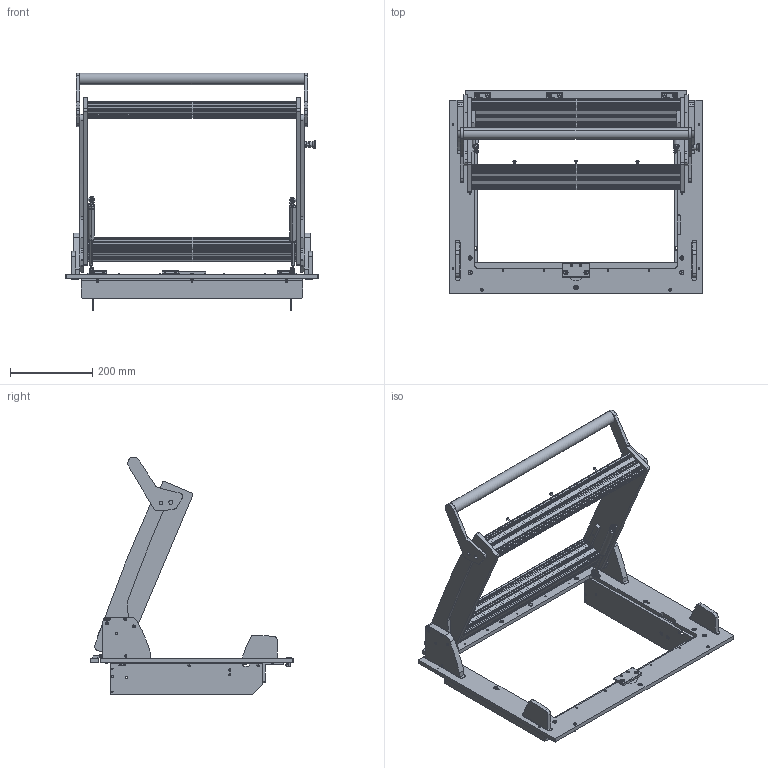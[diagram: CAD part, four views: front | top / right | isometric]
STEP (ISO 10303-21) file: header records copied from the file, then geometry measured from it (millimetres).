
FILE_DESCRIPTION (( 'STEP AP214' ), '1' );
FILE_NAME ('INGUN_48370_open.STEP', '2023-04-11T12:24:49', ( '' ), ( '' ), 'SwSTEP 2.0', 'SolidWorks 2021', '' );
FILE_SCHEMA (( 'AUTOMOTIVE_DESIGN' ));
Length unit declared in the file: millimetre
Products named in the file (55): 49317~0; 111995~1_S; 48376~0_S; 2281~0_180ø<Standard>; 109952~0_KUNDE<S>; 34328~1_S; 112086~2_S; DIN934~n_M05,0; 3381~0; 109953~0_KUNDE<S>; 32341~6_S; 3521~0_Spring Pin ISO 8752 - 3 x 16 - St; 37971~8_S; K_02037~0_Standard ohne Dyn Punkt<Standard>; ISO7380~n_M04,0x020; 39894~2_KUNDE<S>; DIN6325~n_04,0m6x014; 48371~7_KUNDE<S>; K_02037~0; ISO7380~n_M05,0x016; DIN912~n_M04,0x016; DIN6325~n_06,0m6x012; 31446~15_KUNDE<S>; 57801~2_S; 37792~1_S; 39893~3_KUNDE<S>; 48374~6_S; 31442~5_mit Zentrierstifen <S>; INGUN_48370_open; 40513~4_KUNDE<S>; DIN125~n_04,3 M04,0; DIN6325~n_04,0m6x016; 2281~0; 53031~0_S; 37967~1_Einbau max 185,5 <Standard>; 37972~6_S; 40512~8_KUNDE<S>; DIN125~n_06,4 M06,0 Fase; 38001~13; 114566~0_S ...
Assembly tree (137 placements, depth 5):
  INGUN_48370_open
    48371~7_KUNDE<S>
      31444~14_KUNDE<S>
      31446~15_KUNDE<S>
      34328~1_S  x2
      37792~1_S
      31442~5_mit Zentrierstifen <S>
      3381~0  x3
      ISO7380~n_M04,0x020  x2
      ISO7380~n_M04,0x016
      3521~0_Spring Pin ISO 8752 - 3 x 16 - St  x4
      57801~2_S  x2
      49317~0  x2
      DIN125~n_06,4 M06,0 Fase  x2
    48374~6_S
      38001~13
      48376~0_S
      37972~6_S
      37971~8_S
      48509~2_S
      2281~0_180ø<Standard>  x3
        2281~0
      32341~6_S
      53031~0_S
      114566~0_S  x2
        112087~1_S
          111995~1_S
          112086~2_S
          DIN125~n_05,3 M05,0 Fase
        49317~0
        DIN912~n_M04,0x016
        DIN125~n_04,3 M04,0
        DIN125~n_06,4 M06,0 Fase
      DIN7991~n_M05,0x016  x14
      DIN7991~n_M05,0x020  x6
      DIN125~n_05,3 M05,0 Fase  x4
      DIN934~n_M05,0  x4
      DIN6325~n_04,0m6x016  x4
      DIN6325~n_06,0m6x012  x2
    109952~0_KUNDE<S>
      53734~1_KUNDE<S>
    109953~0_KUNDE<S>
      53734~1_KUNDE<S>
    40512~8_KUNDE<S>
    40513~4_KUNDE<S>
    39894~2_KUNDE<S>
    39893~3_KUNDE<S>
    109954~0_KUNDE<S>
      32339~4_S
      55712~0_KUNDE<S>  x2
    47523~0_S  x10
    37967~1_Einbau max 185,5 <Standard>
      K_02037~0
      K_02038~0
    31788~1_flexibel<Standard>
      K_02037~0_Standard ohne Dyn Punkt<Standard>
      K_02038~0
    109128~0_offen <S>
    ISO7380~n_M05,0x016  x8
    DIN125~n_05,3 M05,0 Fase  x8
Bounding box: 616 x 496 x 579.92 mm (x, y, z)
Volume: 4009136.5 mm3; surface area: 1719298.8 mm2
Topology: 140 solids, 140 shells, 3405 faces, 8693 edges, 5558 vertices
Faces by surface type: cylinder 1403, plane 1292, cone 519, bspline 95, sphere 62, torus 34
Entity records: 61589 total; most frequent: CARTESIAN_POINT 11109, DIRECTION 10358, ORIENTED_EDGE 9356, EDGE_CURVE 4678, AXIS2_PLACEMENT_3D 3892, VERTEX_POINT 3032, VECTOR 2574, LINE 2574
